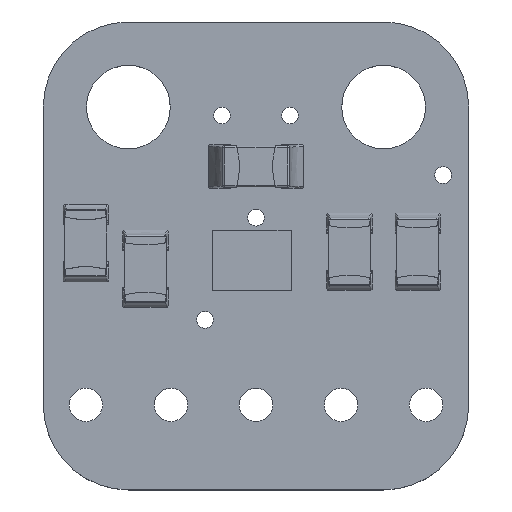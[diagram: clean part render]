
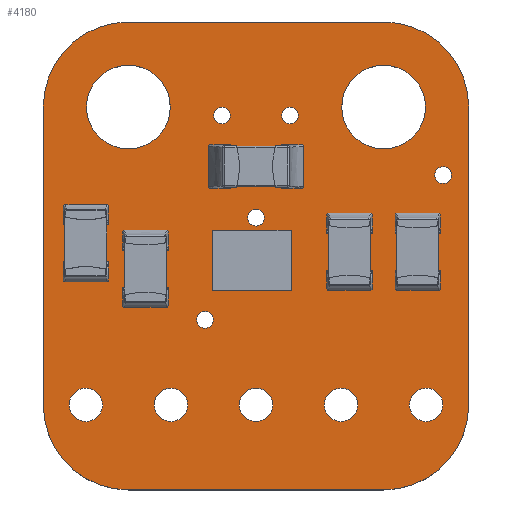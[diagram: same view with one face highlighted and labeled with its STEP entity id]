
A CAD part, top view. The second image highlights one B-rep face of the part: STEP entity #4180.
In plain terms, the highlighted planar face has unit normal (0, 0, 1).
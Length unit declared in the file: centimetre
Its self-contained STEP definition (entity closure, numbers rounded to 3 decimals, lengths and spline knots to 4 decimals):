
#184=LINE('',#6020,#606);
#188=LINE('',#6032,#610);
#192=LINE('',#6044,#614);
#196=LINE('',#6056,#618);
#606=VECTOR('',#4869,1.);
#610=VECTOR('',#4881,1.);
#614=VECTOR('',#4893,1.);
#618=VECTOR('',#4905,1.);
#1030=PLANE('',#4473);
#1191=FACE_BOUND('',#1495,.T.);
#1192=FACE_BOUND('',#1496,.T.);
#1193=FACE_BOUND('',#1497,.T.);
#1194=FACE_BOUND('',#1498,.T.);
#1195=FACE_BOUND('',#1499,.T.);
#1196=FACE_BOUND('',#1500,.T.);
#1197=FACE_BOUND('',#1501,.T.);
#1198=FACE_BOUND('',#1502,.T.);
#1199=FACE_BOUND('',#1503,.T.);
#1200=FACE_BOUND('',#1504,.T.);
#1201=FACE_BOUND('',#1505,.T.);
#1202=FACE_BOUND('',#1506,.T.);
#1239=FACE_OUTER_BOUND('',#1494,.T.);
#1494=EDGE_LOOP('',(#2921,#2922,#2923,#2924,#2925,#2926,#2927,#2928));
#1495=EDGE_LOOP('',(#2929));
#1496=EDGE_LOOP('',(#2930));
#1497=EDGE_LOOP('',(#2931));
#1498=EDGE_LOOP('',(#2932));
#1499=EDGE_LOOP('',(#2933));
#1500=EDGE_LOOP('',(#2934));
#1501=EDGE_LOOP('',(#2935));
#1502=EDGE_LOOP('',(#2936));
#1503=EDGE_LOOP('',(#2937));
#1504=EDGE_LOOP('',(#2938));
#1505=EDGE_LOOP('',(#2939));
#1506=EDGE_LOOP('',(#2940));
#1745=CIRCLE('',#4422,0.025);
#1747=CIRCLE('',#4425,0.025);
#1749=CIRCLE('',#4428,0.025);
#1751=CIRCLE('',#4431,0.025);
#1753=CIRCLE('',#4434,0.025);
#1755=CIRCLE('',#4437,0.05);
#1757=CIRCLE('',#4440,0.125);
#1759=CIRCLE('',#4443,0.05);
#1761=CIRCLE('',#4446,0.125);
#1763=CIRCLE('',#4449,0.05);
#1765=CIRCLE('',#4452,0.05);
#1767=CIRCLE('',#4455,0.05);
#1770=CIRCLE('',#4460,0.254);
#1772=CIRCLE('',#4464,0.254);
#1774=CIRCLE('',#4468,0.254);
#1776=CIRCLE('',#4472,0.254);
#1862=VERTEX_POINT('',#5954);
#1864=VERTEX_POINT('',#5959);
#1866=VERTEX_POINT('',#5964);
#1868=VERTEX_POINT('',#5969);
#1870=VERTEX_POINT('',#5974);
#1872=VERTEX_POINT('',#5979);
#1874=VERTEX_POINT('',#5984);
#1876=VERTEX_POINT('',#5989);
#1878=VERTEX_POINT('',#5994);
#1880=VERTEX_POINT('',#5999);
#1882=VERTEX_POINT('',#6004);
#1884=VERTEX_POINT('',#6009);
#1888=VERTEX_POINT('',#6017);
#1889=VERTEX_POINT('',#6019);
#1891=VERTEX_POINT('',#6025);
#1893=VERTEX_POINT('',#6031);
#1895=VERTEX_POINT('',#6037);
#1897=VERTEX_POINT('',#6043);
#1899=VERTEX_POINT('',#6049);
#1901=VERTEX_POINT('',#6055);
#2266=EDGE_CURVE('',#1862,#1862,#1745,.T.);
#2268=EDGE_CURVE('',#1864,#1864,#1747,.T.);
#2270=EDGE_CURVE('',#1866,#1866,#1749,.T.);
#2272=EDGE_CURVE('',#1868,#1868,#1751,.T.);
#2274=EDGE_CURVE('',#1870,#1870,#1753,.T.);
#2276=EDGE_CURVE('',#1872,#1872,#1755,.T.);
#2278=EDGE_CURVE('',#1874,#1874,#1757,.T.);
#2280=EDGE_CURVE('',#1876,#1876,#1759,.T.);
#2282=EDGE_CURVE('',#1878,#1878,#1761,.T.);
#2284=EDGE_CURVE('',#1880,#1880,#1763,.T.);
#2286=EDGE_CURVE('',#1882,#1882,#1765,.T.);
#2288=EDGE_CURVE('',#1884,#1884,#1767,.T.);
#2292=EDGE_CURVE('',#1889,#1888,#184,.T.);
#2295=EDGE_CURVE('',#1891,#1889,#1770,.T.);
#2298=EDGE_CURVE('',#1893,#1891,#188,.T.);
#2301=EDGE_CURVE('',#1895,#1893,#1772,.T.);
#2304=EDGE_CURVE('',#1897,#1895,#192,.T.);
#2307=EDGE_CURVE('',#1899,#1897,#1774,.T.);
#2310=EDGE_CURVE('',#1901,#1899,#196,.T.);
#2313=EDGE_CURVE('',#1888,#1901,#1776,.T.);
#2921=ORIENTED_EDGE('',*,*,#2313,.T.);
#2922=ORIENTED_EDGE('',*,*,#2310,.T.);
#2923=ORIENTED_EDGE('',*,*,#2307,.T.);
#2924=ORIENTED_EDGE('',*,*,#2304,.T.);
#2925=ORIENTED_EDGE('',*,*,#2301,.T.);
#2926=ORIENTED_EDGE('',*,*,#2298,.T.);
#2927=ORIENTED_EDGE('',*,*,#2295,.T.);
#2928=ORIENTED_EDGE('',*,*,#2292,.T.);
#2929=ORIENTED_EDGE('',*,*,#2266,.T.);
#2930=ORIENTED_EDGE('',*,*,#2268,.T.);
#2931=ORIENTED_EDGE('',*,*,#2270,.T.);
#2932=ORIENTED_EDGE('',*,*,#2272,.T.);
#2933=ORIENTED_EDGE('',*,*,#2274,.T.);
#2934=ORIENTED_EDGE('',*,*,#2276,.T.);
#2935=ORIENTED_EDGE('',*,*,#2278,.T.);
#2936=ORIENTED_EDGE('',*,*,#2280,.T.);
#2937=ORIENTED_EDGE('',*,*,#2282,.T.);
#2938=ORIENTED_EDGE('',*,*,#2284,.T.);
#2939=ORIENTED_EDGE('',*,*,#2286,.T.);
#2940=ORIENTED_EDGE('',*,*,#2288,.T.);
#4180=ADVANCED_FACE('',(#1239,#1191,#1192,#1193,#1194,#1195,#1196,#1197,
#1198,#1199,#1200,#1201,#1202),#1030,.T.);
#4422=AXIS2_PLACEMENT_3D('',#5955,#4795,#4796);
#4425=AXIS2_PLACEMENT_3D('',#5960,#4801,#4802);
#4428=AXIS2_PLACEMENT_3D('',#5965,#4807,#4808);
#4431=AXIS2_PLACEMENT_3D('',#5970,#4813,#4814);
#4434=AXIS2_PLACEMENT_3D('',#5975,#4819,#4820);
#4437=AXIS2_PLACEMENT_3D('',#5980,#4825,#4826);
#4440=AXIS2_PLACEMENT_3D('',#5985,#4831,#4832);
#4443=AXIS2_PLACEMENT_3D('',#5990,#4837,#4838);
#4446=AXIS2_PLACEMENT_3D('',#5995,#4843,#4844);
#4449=AXIS2_PLACEMENT_3D('',#6000,#4849,#4850);
#4452=AXIS2_PLACEMENT_3D('',#6005,#4855,#4856);
#4455=AXIS2_PLACEMENT_3D('',#6010,#4861,#4862);
#4460=AXIS2_PLACEMENT_3D('',#6026,#4875,#4876);
#4464=AXIS2_PLACEMENT_3D('',#6038,#4887,#4888);
#4468=AXIS2_PLACEMENT_3D('',#6050,#4899,#4900);
#4472=AXIS2_PLACEMENT_3D('',#6060,#4911,#4912);
#4473=AXIS2_PLACEMENT_3D('',#6061,#4913,#4914);
#4795=DIRECTION('center_axis',(0.,0.,-1.));
#4796=DIRECTION('ref_axis',(1.,0.,0.));
#4801=DIRECTION('center_axis',(0.,0.,-1.));
#4802=DIRECTION('ref_axis',(1.,0.,0.));
#4807=DIRECTION('center_axis',(0.,0.,-1.));
#4808=DIRECTION('ref_axis',(1.,0.,0.));
#4813=DIRECTION('center_axis',(0.,0.,-1.));
#4814=DIRECTION('ref_axis',(1.,0.,0.));
#4819=DIRECTION('center_axis',(0.,0.,-1.));
#4820=DIRECTION('ref_axis',(1.,0.,0.));
#4825=DIRECTION('center_axis',(0.,0.,-1.));
#4826=DIRECTION('ref_axis',(1.,0.,0.));
#4831=DIRECTION('center_axis',(0.,0.,-1.));
#4832=DIRECTION('ref_axis',(1.,0.,0.));
#4837=DIRECTION('center_axis',(0.,0.,-1.));
#4838=DIRECTION('ref_axis',(1.,0.,0.));
#4843=DIRECTION('center_axis',(0.,0.,-1.));
#4844=DIRECTION('ref_axis',(1.,0.,0.));
#4849=DIRECTION('center_axis',(0.,0.,-1.));
#4850=DIRECTION('ref_axis',(1.,0.,0.));
#4855=DIRECTION('center_axis',(0.,0.,-1.));
#4856=DIRECTION('ref_axis',(1.,0.,0.));
#4861=DIRECTION('center_axis',(0.,0.,-1.));
#4862=DIRECTION('ref_axis',(1.,0.,0.));
#4869=DIRECTION('',(-1.,0.,0.));
#4875=DIRECTION('center_axis',(0.,0.,1.));
#4876=DIRECTION('ref_axis',(0.,-1.,0.));
#4881=DIRECTION('',(0.,1.,0.));
#4887=DIRECTION('center_axis',(0.,0.,1.));
#4888=DIRECTION('ref_axis',(-1.,0.,0.));
#4893=DIRECTION('',(1.,0.,0.));
#4899=DIRECTION('center_axis',(0.,0.,1.));
#4900=DIRECTION('ref_axis',(0.,1.,0.));
#4905=DIRECTION('',(0.,-1.,0.));
#4911=DIRECTION('center_axis',(0.,0.,1.));
#4912=DIRECTION('ref_axis',(1.,0.,0.));
#4913=DIRECTION('center_axis',(0.,0.,1.));
#4914=DIRECTION('ref_axis',(1.,0.,0.));
#5954=CARTESIAN_POINT('',(1.1688,0.9398,0.16));
#5955=CARTESIAN_POINT('Origin',(1.1938,0.9398,0.16));
#5959=CARTESIAN_POINT('',(0.5084,1.1176,0.16));
#5960=CARTESIAN_POINT('Origin',(0.5334,1.1176,0.16));
#5964=CARTESIAN_POINT('',(0.7116,1.1176,0.16));
#5965=CARTESIAN_POINT('Origin',(0.7366,1.1176,0.16));
#5969=CARTESIAN_POINT('',(0.4576,0.508,0.16));
#5970=CARTESIAN_POINT('Origin',(0.4826,0.508,0.16));
#5974=CARTESIAN_POINT('',(0.61,0.8128,0.16));
#5975=CARTESIAN_POINT('Origin',(0.635,0.8128,0.16));
#5979=CARTESIAN_POINT('',(0.839,0.254,0.16));
#5980=CARTESIAN_POINT('Origin',(0.889,0.254,0.16));
#5984=CARTESIAN_POINT('',(0.129,1.143,0.16));
#5985=CARTESIAN_POINT('Origin',(0.254,1.143,0.16));
#5989=CARTESIAN_POINT('',(0.077,0.254,0.16));
#5990=CARTESIAN_POINT('Origin',(0.127,0.254,0.16));
#5994=CARTESIAN_POINT('',(0.891,1.143,0.16));
#5995=CARTESIAN_POINT('Origin',(1.016,1.143,0.16));
#5999=CARTESIAN_POINT('',(0.331,0.254,0.16));
#6000=CARTESIAN_POINT('Origin',(0.381,0.254,0.16));
#6004=CARTESIAN_POINT('',(0.585,0.254,0.16));
#6005=CARTESIAN_POINT('Origin',(0.635,0.254,0.16));
#6009=CARTESIAN_POINT('',(1.093,0.254,0.16));
#6010=CARTESIAN_POINT('Origin',(1.143,0.254,0.16));
#6017=CARTESIAN_POINT('',(0.254,1.397,0.16));
#6019=CARTESIAN_POINT('',(1.016,1.397,0.16));
#6020=CARTESIAN_POINT('',(0.254,1.397,0.16));
#6025=CARTESIAN_POINT('',(1.27,1.143,0.16));
#6026=CARTESIAN_POINT('Origin',(1.016,1.143,0.16));
#6031=CARTESIAN_POINT('',(1.27,0.254,0.16));
#6032=CARTESIAN_POINT('',(1.27,1.143,0.16));
#6037=CARTESIAN_POINT('',(1.016,0.,0.16));
#6038=CARTESIAN_POINT('Origin',(1.016,0.254,0.16));
#6043=CARTESIAN_POINT('',(0.254,0.,0.16));
#6044=CARTESIAN_POINT('',(1.016,0.,0.16));
#6049=CARTESIAN_POINT('',(0.,0.254,0.16));
#6050=CARTESIAN_POINT('Origin',(0.254,0.254,0.16));
#6055=CARTESIAN_POINT('',(0.,1.143,0.16));
#6056=CARTESIAN_POINT('',(0.,0.254,0.16));
#6060=CARTESIAN_POINT('Origin',(0.254,1.143,0.16));
#6061=CARTESIAN_POINT('Origin',(0.635,0.6985,0.16));
